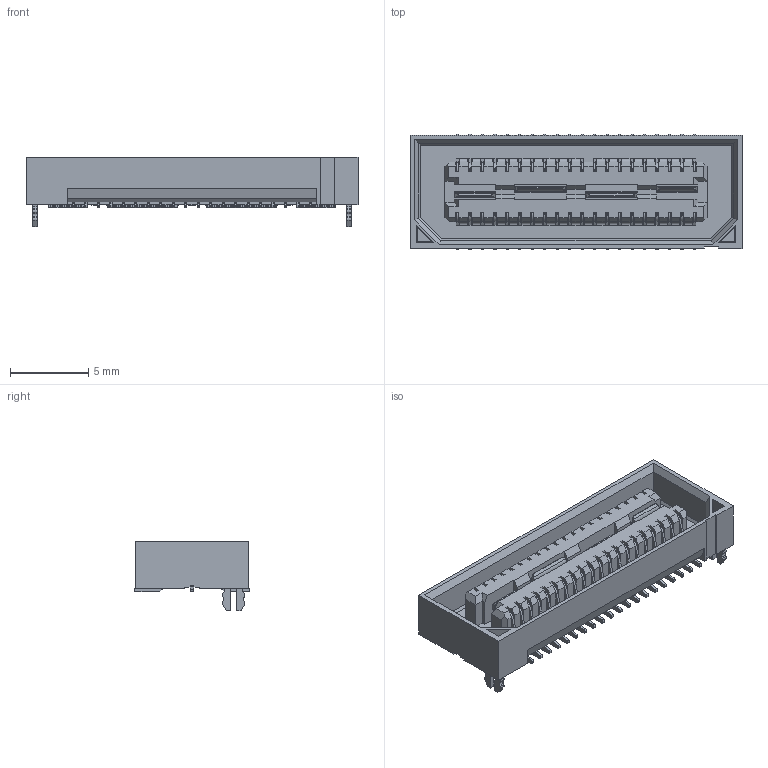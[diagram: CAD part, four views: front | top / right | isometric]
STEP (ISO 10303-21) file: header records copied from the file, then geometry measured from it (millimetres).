
FILE_DESCRIPTION( ('This file contains a STEP AP42 implementation' ,'as created by ZW3D STEP Interface translator.') ,'2;1' );
FILE_NAME( '37512-SMXXXXXXX01.stp' ,'231221.17 121', (''), ('ZWCAD Software Co.'), 'Version 1.0', 'ZW3D to STEP translator', '' );
FILE_SCHEMA(('AUTOMOTIVE_DESIGN { 1 0 10303 214 1 1 1 1 }'));
Length unit declared in the file: millimetre
Products named in the file (2): 0; 37512-SMXXXXXXX01
Bounding box: 21.27 x 7.4 x 4.45 mm (x, y, z)
Volume: 265.4 mm3; surface area: 1200.6 mm2
Topology: 1 solids, 9 shells, 2972 faces, 8255 edges, 5488 vertices
Faces by surface type: plane 2324, cylinder 639, bspline 9
Entity records: 97513 total; most frequent: CARTESIAN_POINT 17219, ORIENTED_EDGE 16512, DIRECTION 15407, EDGE_CURVE 8255, VECTOR 6779, LINE 6779, VERTEX_POINT 5488, AXIS2_PLACEMENT_3D 4314
